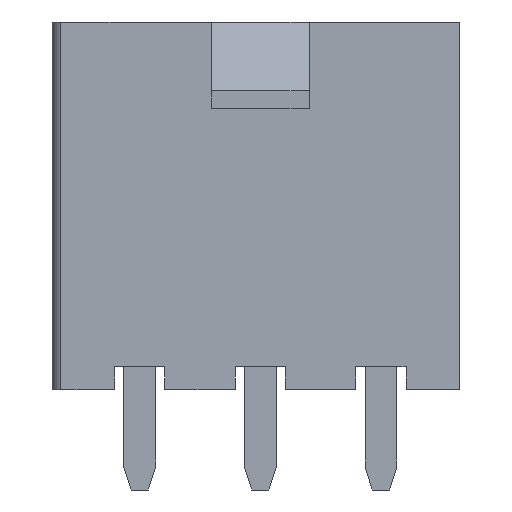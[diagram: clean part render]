
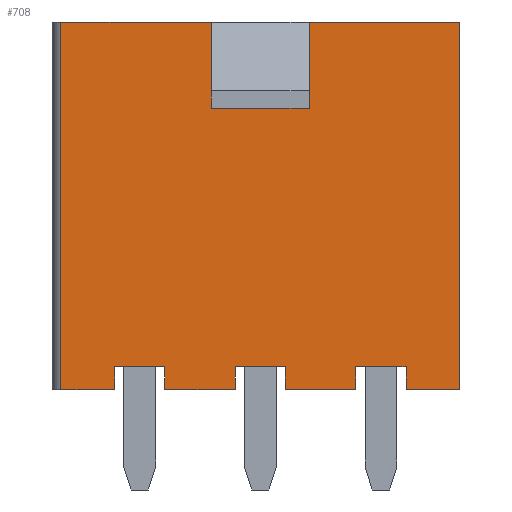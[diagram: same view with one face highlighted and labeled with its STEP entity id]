
A CAD part, front view. The second image highlights one B-rep face of the part: STEP entity #708.
In plain terms, the highlighted planar face has unit normal (0, -1, 0).
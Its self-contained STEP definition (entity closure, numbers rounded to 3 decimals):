
#708 = ADVANCED_FACE( '', ( #1415 ), #1416, .T. );
#1415 = FACE_OUTER_BOUND( '', #2134, .T. );
#1416 = PLANE( '', #2135 );
#2134 = EDGE_LOOP( '', ( #4157, #4158, #4159, #4160, #4161, #4162, #4163, #4164, #4165, #4166, #4167, #4168, #4169, #4170, #4171, #4172, #4173, #4174, #4175, #4176 ) );
#2135 = AXIS2_PLACEMENT_3D( '', #4177, #4178, #4179 );
#4157 = ORIENTED_EDGE( '', *, *, #5236, .F. );
#4158 = ORIENTED_EDGE( '', *, *, #5125, .T. );
#4159 = ORIENTED_EDGE( '', *, *, #5475, .T. );
#4160 = ORIENTED_EDGE( '', *, *, #4654, .T. );
#4161 = ORIENTED_EDGE( '', *, *, #5353, .F. );
#4162 = ORIENTED_EDGE( '', *, *, #5223, .T. );
#4163 = ORIENTED_EDGE( '', *, *, #4881, .T. );
#4164 = ORIENTED_EDGE( '', *, *, #5476, .F. );
#4165 = ORIENTED_EDGE( '', *, *, #5477, .F. );
#4166 = ORIENTED_EDGE( '', *, *, #5478, .T. );
#4167 = ORIENTED_EDGE( '', *, *, #4879, .T. );
#4168 = ORIENTED_EDGE( '', *, *, #5192, .F. );
#4169 = ORIENTED_EDGE( '', *, *, #4734, .F. );
#4170 = ORIENTED_EDGE( '', *, *, #4622, .T. );
#4171 = ORIENTED_EDGE( '', *, *, #5392, .T. );
#4172 = ORIENTED_EDGE( '', *, *, #4847, .T. );
#4173 = ORIENTED_EDGE( '', *, *, #5358, .F. );
#4174 = ORIENTED_EDGE( '', *, *, #4943, .T. );
#4175 = ORIENTED_EDGE( '', *, *, #4753, .T. );
#4176 = ORIENTED_EDGE( '', *, *, #5479, .T. );
#4177 = CARTESIAN_POINT( '', ( 6.95, -4.8, -6.4 ) );
#4178 = DIRECTION( '', ( 0., -1., 0. ) );
#4179 = DIRECTION( '', ( 0., 0., -1. ) );
#4622 = EDGE_CURVE( '', #5571, #5569, #5572, .T. );
#4654 = EDGE_CURVE( '', #5629, #5627, #5630, .T. );
#4734 = EDGE_CURVE( '', #5571, #5773, #5774, .T. );
#4753 = EDGE_CURVE( '', #5807, #5805, #5808, .T. );
#4847 = EDGE_CURVE( '', #5975, #5973, #5976, .T. );
#4879 = EDGE_CURVE( '', #6028, #6025, #6029, .T. );
#4881 = EDGE_CURVE( '', #6032, #6030, #6033, .T. );
#4943 = EDGE_CURVE( '', #6138, #5807, #6139, .T. );
#5125 = EDGE_CURVE( '', #6421, #6419, #6422, .T. );
#5192 = EDGE_CURVE( '', #5773, #6025, #6520, .T. );
#5223 = EDGE_CURVE( '', #6562, #6032, #6563, .T. );
#5236 = EDGE_CURVE( '', #6421, #6580, #6581, .T. );
#5353 = EDGE_CURVE( '', #6562, #5627, #6731, .T. );
#5358 = EDGE_CURVE( '', #6138, #5973, #6736, .T. );
#5392 = EDGE_CURVE( '', #5569, #5975, #6779, .T. );
#5475 = EDGE_CURVE( '', #6419, #5629, #6876, .T. );
#5476 = EDGE_CURVE( '', #6877, #6030, #6878, .T. );
#5477 = EDGE_CURVE( '', #6879, #6877, #6880, .T. );
#5478 = EDGE_CURVE( '', #6879, #6028, #6881, .T. );
#5479 = EDGE_CURVE( '', #5805, #6580, #6882, .T. );
#5569 = VERTEX_POINT( '', #6980 );
#5571 = VERTEX_POINT( '', #6983 );
#5572 = LINE( '', #6984, #6985 );
#5627 = VERTEX_POINT( '', #7064 );
#5629 = VERTEX_POINT( '', #7067 );
#5630 = LINE( '', #7068, #7069 );
#5773 = VERTEX_POINT( '', #7275 );
#5774 = LINE( '', #7276, #7277 );
#5805 = VERTEX_POINT( '', #7322 );
#5807 = VERTEX_POINT( '', #7325 );
#5808 = LINE( '', #7326, #7327 );
#5973 = VERTEX_POINT( '', #7558 );
#5975 = VERTEX_POINT( '', #7561 );
#5976 = LINE( '', #7562, #7563 );
#6025 = VERTEX_POINT( '', #7637 );
#6028 = VERTEX_POINT( '', #7641 );
#6029 = LINE( '', #7642, #7643 );
#6030 = VERTEX_POINT( '', #7644 );
#6032 = VERTEX_POINT( '', #7647 );
#6033 = LINE( '', #7648, #7649 );
#6138 = VERTEX_POINT( '', #7796 );
#6139 = LINE( '', #7797, #7798 );
#6419 = VERTEX_POINT( '', #8217 );
#6421 = VERTEX_POINT( '', #8220 );
#6422 = LINE( '', #8221, #8222 );
#6520 = LINE( '', #8369, #8370 );
#6562 = VERTEX_POINT( '', #8429 );
#6563 = LINE( '', #8430, #8431 );
#6580 = VERTEX_POINT( '', #8456 );
#6581 = LINE( '', #8457, #8458 );
#6731 = LINE( '', #8684, #8685 );
#6736 = LINE( '', #8693, #8694 );
#6779 = LINE( '', #8760, #8761 );
#6876 = LINE( '', #8903, #8904 );
#6877 = VERTEX_POINT( '', #8905 );
#6878 = LINE( '', #8906, #8907 );
#6879 = VERTEX_POINT( '', #8908 );
#6880 = LINE( '', #8909, #8910 );
#6881 = LINE( '', #8911, #8912 );
#6882 = LINE( '', #8913, #8914 );
#6980 = CARTESIAN_POINT( '', ( -5.075, -4.8, -5.6 ) );
#6983 = CARTESIAN_POINT( '', ( -5.075, -4.8, -6.4 ) );
#6984 = CARTESIAN_POINT( '', ( -5.075, -4.8, -6.4 ) );
#6985 = VECTOR( '', #9020, 1000. );
#7064 = CARTESIAN_POINT( '', ( 5.075, -4.8, -6.4 ) );
#7067 = CARTESIAN_POINT( '', ( 5.075, -4.8, -5.6 ) );
#7068 = CARTESIAN_POINT( '', ( 5.075, -4.8, -5.6 ) );
#7069 = VECTOR( '', #9046, 1000. );
#7275 = CARTESIAN_POINT( '', ( -6.95, -4.8, -6.4 ) );
#7276 = CARTESIAN_POINT( '', ( 6.95, -4.8, -6.4 ) );
#7277 = VECTOR( '', #9122, 1000. );
#7322 = CARTESIAN_POINT( '', ( 0.875, -4.8, -5.6 ) );
#7325 = CARTESIAN_POINT( '', ( -0.875, -4.8, -5.6 ) );
#7326 = CARTESIAN_POINT( '', ( -0.875, -4.8, -5.6 ) );
#7327 = VECTOR( '', #9141, 1000. );
#7558 = CARTESIAN_POINT( '', ( -3.325, -4.8, -6.4 ) );
#7561 = CARTESIAN_POINT( '', ( -3.325, -4.8, -5.6 ) );
#7562 = CARTESIAN_POINT( '', ( -3.325, -4.8, -5.6 ) );
#7563 = VECTOR( '', #9254, 1000. );
#7637 = CARTESIAN_POINT( '', ( -6.95, -4.8, 6.4 ) );
#7641 = CARTESIAN_POINT( '', ( -1.7, -4.8, 6.4 ) );
#7642 = CARTESIAN_POINT( '', ( 6.95, -4.8, 6.4 ) );
#7643 = VECTOR( '', #9281, 1000. );
#7644 = CARTESIAN_POINT( '', ( 1.7, -4.8, 6.4 ) );
#7647 = CARTESIAN_POINT( '', ( 6.95, -4.8, 6.4 ) );
#7648 = CARTESIAN_POINT( '', ( 6.95, -4.8, 6.4 ) );
#7649 = VECTOR( '', #9283, 1000. );
#7796 = CARTESIAN_POINT( '', ( -0.875, -4.8, -6.4 ) );
#7797 = CARTESIAN_POINT( '', ( -0.875, -4.8, -6.4 ) );
#7798 = VECTOR( '', #9365, 1000. );
#8217 = CARTESIAN_POINT( '', ( 3.325, -4.8, -5.6 ) );
#8220 = CARTESIAN_POINT( '', ( 3.325, -4.8, -6.4 ) );
#8221 = CARTESIAN_POINT( '', ( 3.325, -4.8, -6.4 ) );
#8222 = VECTOR( '', #9512, 1000. );
#8369 = CARTESIAN_POINT( '', ( -6.95, -4.8, -6.4 ) );
#8370 = VECTOR( '', #9568, 1000. );
#8429 = CARTESIAN_POINT( '', ( 6.95, -4.8, -6.4 ) );
#8430 = CARTESIAN_POINT( '', ( 6.95, -4.8, -6.4 ) );
#8431 = VECTOR( '', #9595, 1000. );
#8456 = CARTESIAN_POINT( '', ( 0.875, -4.8, -6.4 ) );
#8457 = CARTESIAN_POINT( '', ( 6.95, -4.8, -6.4 ) );
#8458 = VECTOR( '', #9607, 1000. );
#8684 = CARTESIAN_POINT( '', ( 6.95, -4.8, -6.4 ) );
#8685 = VECTOR( '', #9714, 1000. );
#8693 = CARTESIAN_POINT( '', ( 6.95, -4.8, -6.4 ) );
#8694 = VECTOR( '', #9718, 1000. );
#8760 = CARTESIAN_POINT( '', ( -5.075, -4.8, -5.6 ) );
#8761 = VECTOR( '', #9742, 1000. );
#8903 = CARTESIAN_POINT( '', ( 3.325, -4.8, -5.6 ) );
#8904 = VECTOR( '', #9803, 1000. );
#8905 = CARTESIAN_POINT( '', ( 1.7, -4.8, 3.4 ) );
#8906 = CARTESIAN_POINT( '', ( 1.7, -4.8, 3.4 ) );
#8907 = VECTOR( '', #9804, 1000. );
#8908 = CARTESIAN_POINT( '', ( -1.7, -4.8, 3.4 ) );
#8909 = CARTESIAN_POINT( '', ( -1.7, -4.8, 3.4 ) );
#8910 = VECTOR( '', #9805, 1000. );
#8911 = CARTESIAN_POINT( '', ( -1.7, -4.8, 3.4 ) );
#8912 = VECTOR( '', #9806, 1000. );
#8913 = CARTESIAN_POINT( '', ( 0.875, -4.8, -5.6 ) );
#8914 = VECTOR( '', #9807, 1000. );
#9020 = DIRECTION( '', ( 0., 0., 1. ) );
#9046 = DIRECTION( '', ( 0., 0., -1. ) );
#9122 = DIRECTION( '', ( -1., 0., 0. ) );
#9141 = DIRECTION( '', ( 1., 0., 0. ) );
#9254 = DIRECTION( '', ( 0., 0., -1. ) );
#9281 = DIRECTION( '', ( -1., 0., 0. ) );
#9283 = DIRECTION( '', ( -1., 0., 0. ) );
#9365 = DIRECTION( '', ( 0., 0., 1. ) );
#9512 = DIRECTION( '', ( 0., 0., 1. ) );
#9568 = DIRECTION( '', ( 0., 0., 1. ) );
#9595 = DIRECTION( '', ( 0., 0., 1. ) );
#9607 = DIRECTION( '', ( -1., 0., 0. ) );
#9714 = DIRECTION( '', ( -1., 0., 0. ) );
#9718 = DIRECTION( '', ( -1., 0., 0. ) );
#9742 = DIRECTION( '', ( 1., 0., 0. ) );
#9803 = DIRECTION( '', ( 1., 0., 0. ) );
#9804 = DIRECTION( '', ( 0., 0., 1. ) );
#9805 = DIRECTION( '', ( 1., 0., 0. ) );
#9806 = DIRECTION( '', ( 0., 0., 1. ) );
#9807 = DIRECTION( '', ( 0., 0., -1. ) );
